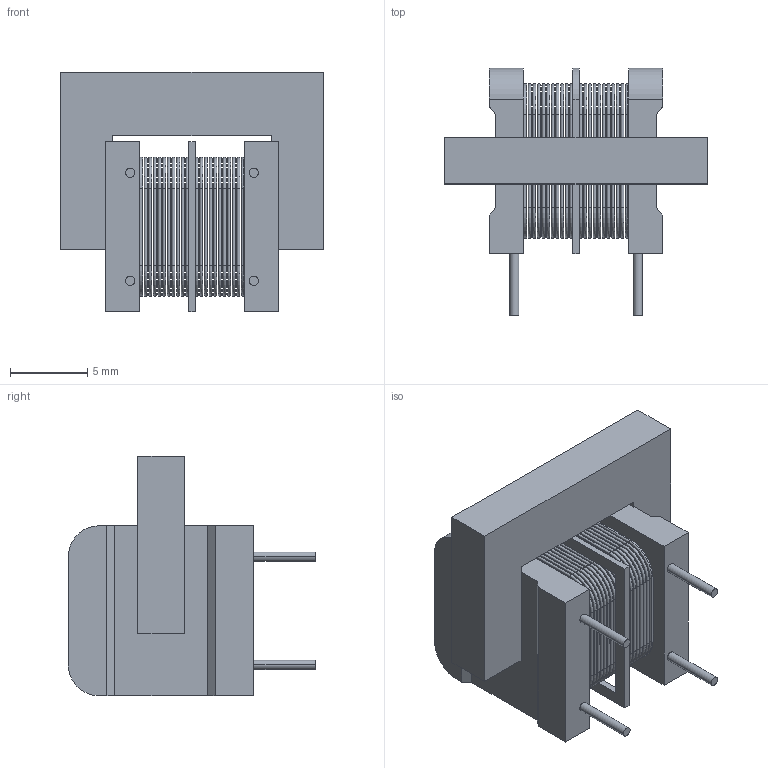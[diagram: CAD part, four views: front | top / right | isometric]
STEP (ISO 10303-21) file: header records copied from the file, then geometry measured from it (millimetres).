
FILE_DESCRIPTION((''),'2;1');
FILE_NAME('7350-H-RC','2012-08-27T',('ryans'),('Bourns, Inc.'),'PRO/ENGINEER BY PARAMETRIC TECHNOLOGY CORPORATION, 2010100','PRO/ENGINEER BY PARAMETRIC TECHNOLOGY CORPORATION, 2010100','');
FILE_SCHEMA(('CONFIG_CONTROL_DESIGN'));
Length unit declared in the file: millimetre
Products named in the file (1): 7350-H-RC
Bounding box: 17 x 16 x 15.5 mm (x, y, z)
Volume: 1282.5 mm3; surface area: 4939.7 mm2
Topology: 23 solids, 23 shells, 294 faces, 718 edges, 476 vertices
Faces by surface type: cylinder 110, plane 96, torus 88
Entity records: 8828 total; most frequent: DIRECTION 1698, CARTESIAN_POINT 1488, ORIENTED_EDGE 1436, EDGE_CURVE 718, AXIS2_PLACEMENT_3D 686, VERTEX_POINT 476, CIRCLE 392, VECTOR 326
